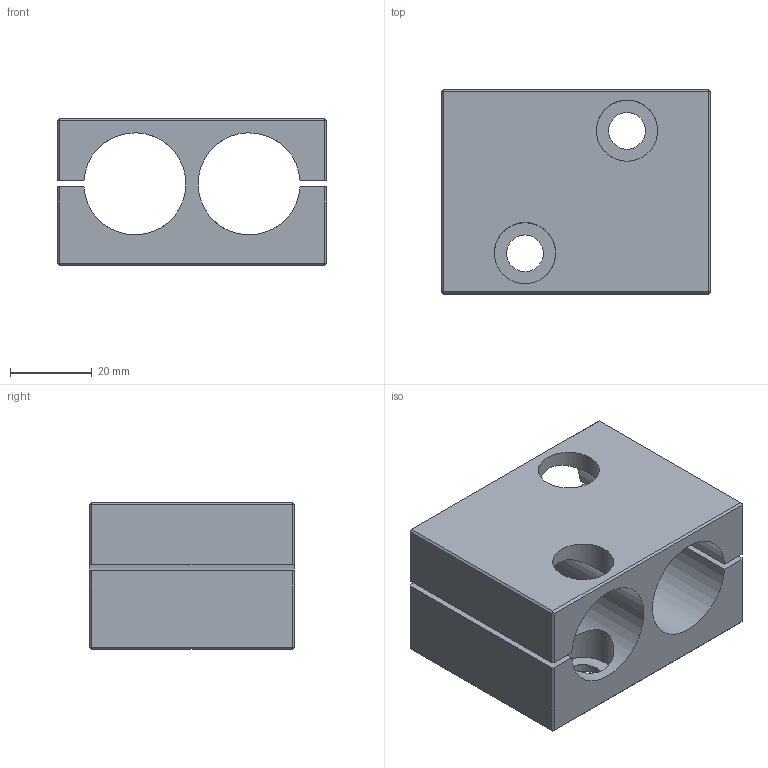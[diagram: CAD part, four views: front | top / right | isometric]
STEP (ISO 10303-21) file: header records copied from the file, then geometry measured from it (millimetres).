
FILE_DESCRIPTION(/* description */ (''),/* implementation_level */ '2;1');
FILE_NAME(/* name */ '2.1 - 7.073.376 support-HF.stp',/* time_stamp */ '2015-05-29T13:55:19+02:00',/* author */ ('AIm'),/* organization */ (''),/* preprocessor_version */ 'ST-DEVELOPER v16.1',/* originating_system */ 'Autodesk Inventor 2016',/* authorisation */ '');
FILE_SCHEMA (('AUTOMOTIVE_DESIGN { 1 0 10303 214 3 1 1 }'));
Length unit declared in the file: millimetre
Products named in the file (1): 2.1 - 7.073.376 support-HF
Bounding box: 66 x 50 x 36 mm (x, y, z)
Volume: 64732.7 mm3; surface area: 21837.4 mm2
Topology: 1 solids, 1 shells, 46 faces, 102 edges, 60 vertices
Faces by surface type: plane 38, cylinder 8
Full cylindrical faces by diameter (mm): 9 x2, 15 x4
Entity records: 1360 total; most frequent: CARTESIAN_POINT 335, DIRECTION 198, ORIENTED_EDGE 192, EDGE_CURVE 96, LINE 80, VECTOR 80, EDGE_LOOP 62, VERTEX_POINT 60
